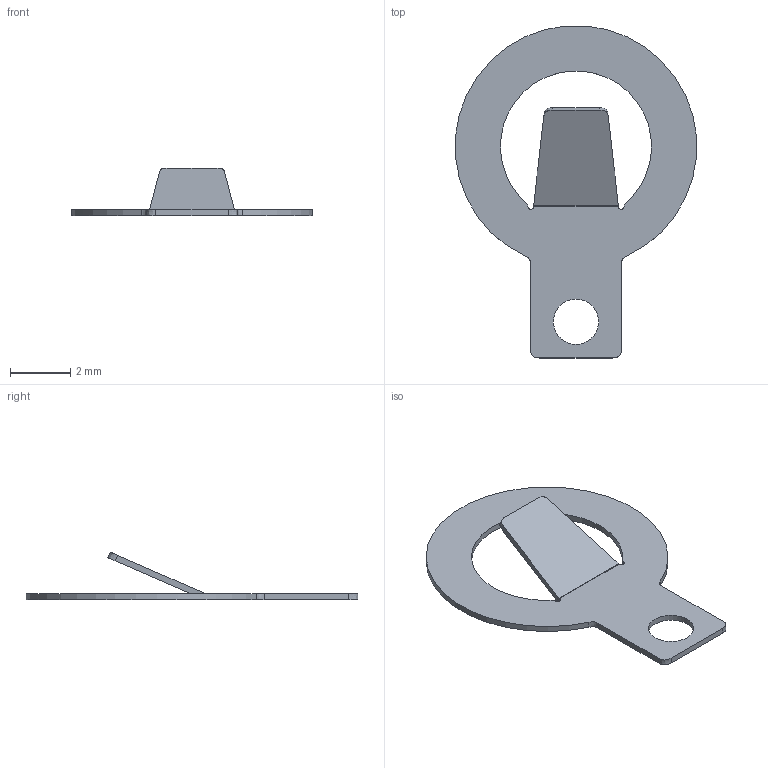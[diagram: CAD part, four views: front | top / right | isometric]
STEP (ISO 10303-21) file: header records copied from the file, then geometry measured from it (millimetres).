
FILE_DESCRIPTION(/* description */ (''),/* implementation_level */ '2;1');
FILE_NAME(/* name */ 'BatteryBase v2.step',/* time_stamp */ '2024-06-01T23:25:59+08:00',/* author */ (''),/* organization */ (''),/* preprocessor_version */ 'ST-DEVELOPER v20',/* originating_system */ 'Autodesk Translation Framework v13.14.0.145',/* authorisation */ '');
FILE_SCHEMA (('AUTOMOTIVE_DESIGN { 1 0 10303 214 3 1 1 }'));
Length unit declared in the file: millimetre
Products named in the file (2): BatteryBase; BatteryClip
Assembly tree (1 placements, depth 2):
  BatteryBase
    BatteryClip
Bounding box: 7.97 x 10.98 x 1.59 mm (x, y, z)
Volume: 9.5 mm3; surface area: 107.1 mm2
Topology: 1 solids, 1 shells, 29 faces, 71 edges, 44 vertices
Faces by surface type: plane 16, cylinder 7, bspline 6
Full cylindrical faces by diameter (mm): 1.5 x1
Entity records: 1332 total; most frequent: CARTESIAN_POINT 645, ORIENTED_EDGE 142, DIRECTION 113, EDGE_CURVE 71, VERTEX_POINT 44, AXIS2_PLACEMENT_3D 40, LINE 33, VECTOR 33
